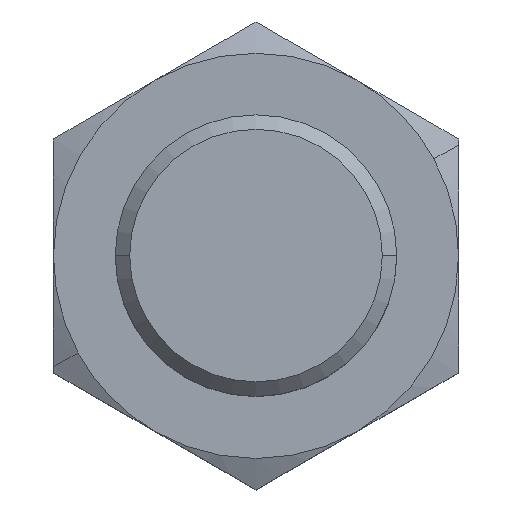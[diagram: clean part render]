
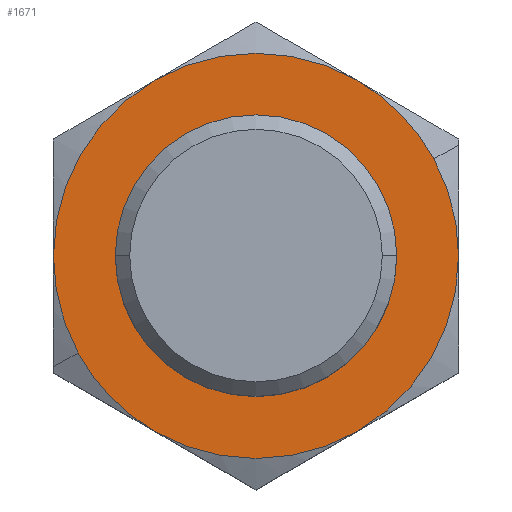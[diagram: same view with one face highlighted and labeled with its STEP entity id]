
A CAD part, top view. The second image highlights one B-rep face of the part: STEP entity #1671.
In plain terms, the highlighted planar face has unit normal (0, 0, 1).
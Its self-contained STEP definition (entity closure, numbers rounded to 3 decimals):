
#996=CARTESIAN_POINT('Vertex',(-4.864,0.,4.5)) ;
#999=CARTESIAN_POINT('Axis2P3D Location',(0.,0.,4.5)) ;
#1003=CARTESIAN_POINT('Vertex',(4.864,0.,4.5)) ;
#1018=CARTESIAN_POINT('Axis2P3D Location',(0.,0.,4.5)) ;
#1035=CARTESIAN_POINT('Axis2P3D Location',(0.,0.,4.5)) ;
#1039=CARTESIAN_POINT('Vertex',(-6.143,-3.356,4.5)) ;
#1041=CARTESIAN_POINT('Vertex',(-3.5,-6.062,4.5)) ;
#1073=CARTESIAN_POINT('Axis2P3D Location',(0.,0.,4.5)) ;
#1077=CARTESIAN_POINT('Vertex',(-7.,0.,4.5)) ;
#1108=CARTESIAN_POINT('Vertex',(3.5,6.062,4.5)) ;
#1206=CARTESIAN_POINT('Vertex',(-3.5,6.062,4.5)) ;
#1265=CARTESIAN_POINT('Vertex',(7.,0.,4.5)) ;
#1412=CARTESIAN_POINT('Vertex',(3.5,-6.062,4.5)) ;
#1513=CARTESIAN_POINT('Axis2P3D Location',(0.,0.,4.5)) ;
#1535=CARTESIAN_POINT('Axis2P3D Location',(0.,0.,4.5)) ;
#1552=CARTESIAN_POINT('Axis2P3D Location',(0.,0.,4.5)) ;
#1556=CARTESIAN_POINT('Vertex',(6.143,3.356,4.5)) ;
#1570=CARTESIAN_POINT('Axis2P3D Location',(0.,0.,4.5)) ;
#1600=CARTESIAN_POINT('Axis2P3D Location',(0.,0.,4.5)) ;
#1617=CARTESIAN_POINT('Axis2P3D Location',(0.,0.,4.5)) ;
#1652=CARTESIAN_POINT('Axis2P3D Location',(0.,0.,4.5)) ;
#1000=DIRECTION('Axis2P3D Direction',(0.,0.,1.)) ;
#1019=DIRECTION('Axis2P3D Direction',(0.,0.,1.)) ;
#1036=DIRECTION('Axis2P3D Direction',(0.,0.,-1.)) ;
#1074=DIRECTION('Axis2P3D Direction',(0.,0.,-1.)) ;
#1514=DIRECTION('Axis2P3D Direction',(0.,0.,-1.)) ;
#1536=DIRECTION('Axis2P3D Direction',(0.,0.,-1.)) ;
#1553=DIRECTION('Axis2P3D Direction',(0.,0.,-1.)) ;
#1571=DIRECTION('Axis2P3D Direction',(0.,0.,-1.)) ;
#1601=DIRECTION('Axis2P3D Direction',(0.,0.,-1.)) ;
#1618=DIRECTION('Axis2P3D Direction',(0.,0.,-1.)) ;
#1653=DIRECTION('Axis2P3D Direction',(0.,0.,1.)) ;
#1654=DIRECTION('Axis2P3D XDirection',(1.,0.,0.)) ;
#1001=AXIS2_PLACEMENT_3D('Circle Axis2P3D',#999,#1000,$) ;
#1020=AXIS2_PLACEMENT_3D('Circle Axis2P3D',#1018,#1019,$) ;
#1037=AXIS2_PLACEMENT_3D('Circle Axis2P3D',#1035,#1036,$) ;
#1075=AXIS2_PLACEMENT_3D('Circle Axis2P3D',#1073,#1074,$) ;
#1515=AXIS2_PLACEMENT_3D('Circle Axis2P3D',#1513,#1514,$) ;
#1537=AXIS2_PLACEMENT_3D('Circle Axis2P3D',#1535,#1536,$) ;
#1554=AXIS2_PLACEMENT_3D('Circle Axis2P3D',#1552,#1553,$) ;
#1572=AXIS2_PLACEMENT_3D('Circle Axis2P3D',#1570,#1571,$) ;
#1602=AXIS2_PLACEMENT_3D('Circle Axis2P3D',#1600,#1601,$) ;
#1619=AXIS2_PLACEMENT_3D('Circle Axis2P3D',#1617,#1618,$) ;
#1655=AXIS2_PLACEMENT_3D('Plane Axis2P3D',#1652,#1653,#1654) ;
#1658=ORIENTED_EDGE('',*,*,#1517,.T.) ;
#1659=ORIENTED_EDGE('',*,*,#1539,.T.) ;
#1660=ORIENTED_EDGE('',*,*,#1558,.T.) ;
#1661=ORIENTED_EDGE('',*,*,#1574,.T.) ;
#1662=ORIENTED_EDGE('',*,*,#1604,.T.) ;
#1663=ORIENTED_EDGE('',*,*,#1621,.T.) ;
#1664=ORIENTED_EDGE('',*,*,#1079,.T.) ;
#1665=ORIENTED_EDGE('',*,*,#1043,.T.) ;
#1668=ORIENTED_EDGE('',*,*,#1022,.F.) ;
#1669=ORIENTED_EDGE('',*,*,#1005,.F.) ;
#1670=FACE_BOUND('',#1667,.T.) ;
#1671=ADVANCED_FACE('Corps principal',(#1666,#1670),#1656,.T.) ;
#1002=CIRCLE('generated circle',#1001,4.864) ;
#1021=CIRCLE('generated circle',#1020,4.864) ;
#1038=CIRCLE('generated circle',#1037,7.) ;
#1076=CIRCLE('generated circle',#1075,7.) ;
#1516=CIRCLE('generated circle',#1515,7.) ;
#1538=CIRCLE('generated circle',#1537,7.) ;
#1555=CIRCLE('generated circle',#1554,7.) ;
#1573=CIRCLE('generated circle',#1572,7.) ;
#1603=CIRCLE('generated circle',#1602,7.) ;
#1620=CIRCLE('generated circle',#1619,7.) ;
#1005=EDGE_CURVE('',#997,#1004,#1002,.T.) ;
#1022=EDGE_CURVE('',#1004,#997,#1021,.T.) ;
#1043=EDGE_CURVE('',#1040,#1042,#1038,.F.) ;
#1079=EDGE_CURVE('',#1078,#1040,#1076,.F.) ;
#1517=EDGE_CURVE('',#1042,#1413,#1516,.F.) ;
#1539=EDGE_CURVE('',#1413,#1266,#1538,.F.) ;
#1558=EDGE_CURVE('',#1266,#1557,#1555,.F.) ;
#1574=EDGE_CURVE('',#1557,#1109,#1573,.F.) ;
#1604=EDGE_CURVE('',#1109,#1207,#1603,.F.) ;
#1621=EDGE_CURVE('',#1207,#1078,#1620,.F.) ;
#1657=EDGE_LOOP('',(#1658,#1659,#1660,#1661,#1662,#1663,#1664,#1665)) ;
#1667=EDGE_LOOP('',(#1668,#1669)) ;
#1666=FACE_OUTER_BOUND('',#1657,.T.) ;
#1656=PLANE('',#1655) ;
#997=VERTEX_POINT('',#996) ;
#1004=VERTEX_POINT('',#1003) ;
#1040=VERTEX_POINT('',#1039) ;
#1042=VERTEX_POINT('',#1041) ;
#1078=VERTEX_POINT('',#1077) ;
#1109=VERTEX_POINT('',#1108) ;
#1207=VERTEX_POINT('',#1206) ;
#1266=VERTEX_POINT('',#1265) ;
#1413=VERTEX_POINT('',#1412) ;
#1557=VERTEX_POINT('',#1556) ;
